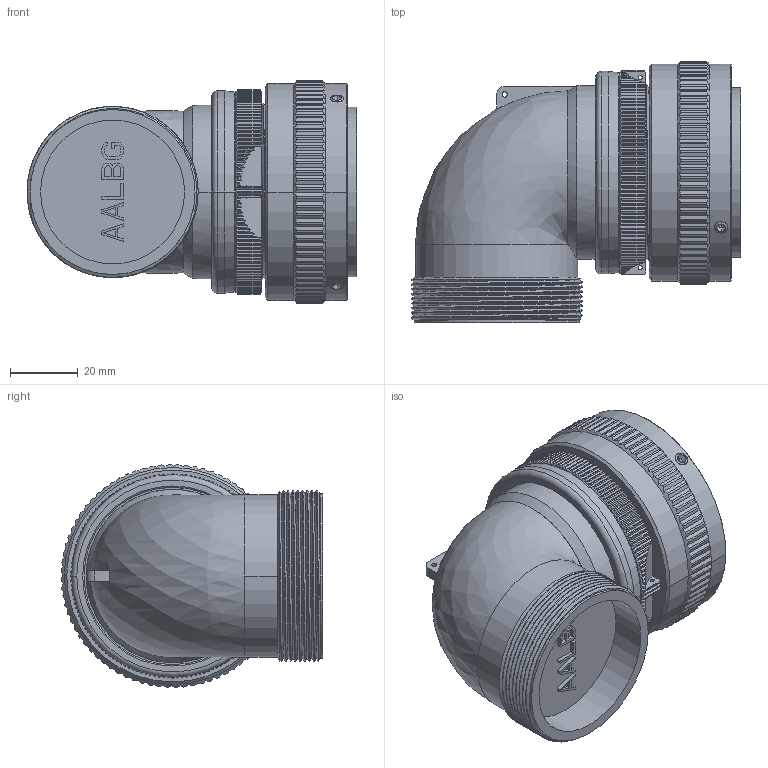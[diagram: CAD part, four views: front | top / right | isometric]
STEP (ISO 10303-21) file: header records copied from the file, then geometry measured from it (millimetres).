
FILE_DESCRIPTION((''),'2;1');
FILE_NAME('VG95234K-36_SW0001','2023-03-23T15:19:50',('paultorloting'),('NET AG system integration'),'CREO PARAMETRIC BY PTC INC, 2021404','CREO PARAMETRIC BY PTC INC, 2021404','');
FILE_SCHEMA(('AUTOMOTIVE_DESIGN { 1 0 10303 214 1 1 1 1 }'));
Length unit declared in the file: millimetre
Products named in the file (1): VG95234K-36_SW0001
Bounding box: 97.67 x 77.48 x 66.05 mm (x, y, z)
Volume: 190376.9 mm3; surface area: 40709.1 mm2
Topology: 1 solids, 1 shells, 1215 faces, 3474 edges, 2289 vertices
Faces by surface type: plane 726, cylinder 306, cone 156, bspline 17, torus 10
Entity records: 60735 total; most frequent: CARTESIAN_POINT 23727, ORIENTED_EDGE 6936, DIRECTION 5534, EDGE_CURVE 3468, VERTEX_POINT 2289, AXIS2_PLACEMENT_3D 1903, VECTOR 1725, LINE 1725
